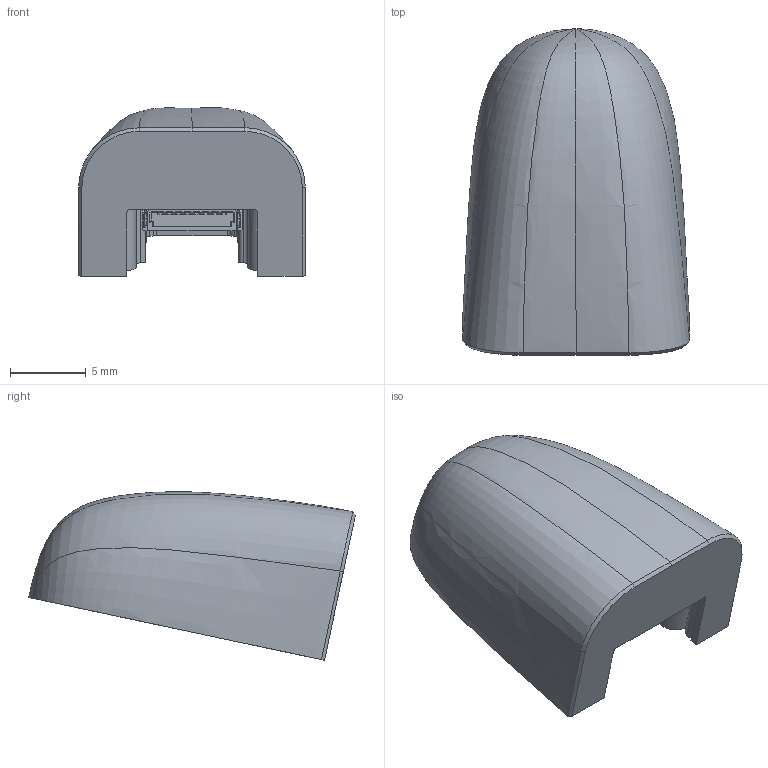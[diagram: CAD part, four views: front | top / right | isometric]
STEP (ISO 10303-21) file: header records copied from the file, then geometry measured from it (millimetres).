
FILE_DESCRIPTION((''),'2;1');
FILE_NAME('20-15-1000_27_1_1_1','2025-07-23T19:06:44',('hesifan'),(''),'CREO PARAMETRIC BY PTC INC, 2022073','CREO PARAMETRIC BY PTC INC, 2022073','');
FILE_SCHEMA(('CONFIG_CONTROL_DESIGN'));
Length unit declared in the file: millimetre
Products named in the file (1): 20-15-1000_27_1_1_1
Bounding box: 15 x 21.6 x 11.15 mm (x, y, z)
Volume: 1789.9 mm3; surface area: 1422.5 mm2
Topology: 2 solids, 2 shells, 519 faces, 1545 edges, 1022 vertices
Faces by surface type: plane 384, cylinder 123, bspline 12
Entity records: 19572 total; most frequent: CARTESIAN_POINT 5664, ORIENTED_EDGE 3078, DIRECTION 2637, EDGE_CURVE 1539, VECTOR 1237, LINE 1237, VERTEX_POINT 1022, AXIS2_PLACEMENT_3D 700
